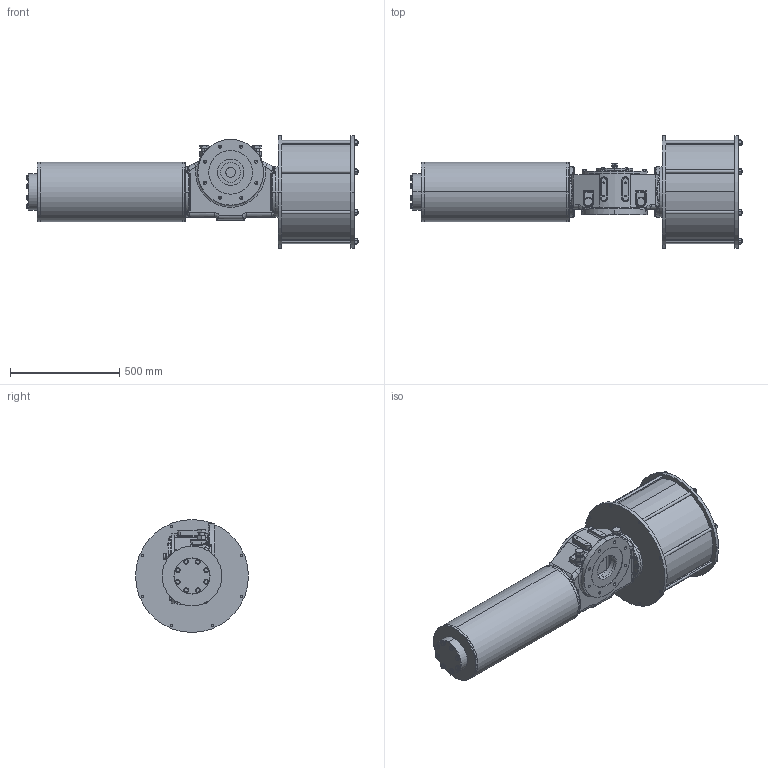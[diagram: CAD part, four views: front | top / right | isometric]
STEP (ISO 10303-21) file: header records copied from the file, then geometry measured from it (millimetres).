
FILE_DESCRIPTION (( 'STEP AP214' ), '1' );
FILE_NAME ('SY01F25-450 SR3.STEP', '2015-02-17T14:05:14', ( '' ), ( '' ), 'SwSTEP 2.0', 'SolidWorks 2015', '' );
FILE_SCHEMA (( 'AUTOMOTIVE_DESIGN' ));
Length unit declared in the file: millimetre
Products named in the file (24): SY01F25-01; DIN 934 - M14; Spring washer DIN 128 - A14_Spring washer DIN 128 - A14; SY01F25-450 SR3; 02-516-04; 02-516-03; 02-516-02; 02-516-01; SY01F25-00; ISO 4018 - M10 x 30-WC_ISO 4018 - M10 x 30-WC; ISO 4018 - M6 x 20-WC_ISO 4018 - M6 x 20-WC; Hexagon Nut ISO 4034 - M24 - C; ISO 4017 - M24 x 100-C_ISO 4017 - M24 x 100-C; 03-273-00; ISO 4014 - M12 x 60 x 30-C_ISO 4014 - M12 x 60 x 30-C; SY01F25-06; Spring washer DIN 128 - A12_Spring washer DIN 128 - A12; SY01F25-05; 03-273-02; SY01F25-04; 03-273-01_Predeterminado<Como mecanizada>; SY01F25-03; SY01F25-02; 02-516-00
Assembly tree (82 placements, depth 3):
  SY01F25-450 SR3
    SY01F25-00
      SY01F25-01
      SY01F25-02
      SY01F25-03
      SY01F25-04
      SY01F25-05
      SY01F25-06
      ISO 4017 - M24 x 100-C_ISO 4017 - M24 x 100-C  x2
      Hexagon Nut ISO 4034 - M24 - C  x2
      ISO 4018 - M6 x 20-WC_ISO 4018 - M6 x 20-WC  x4
      ISO 4018 - M10 x 30-WC_ISO 4018 - M10 x 30-WC  x8
    02-516-00
      02-516-01
      02-516-02
      02-516-03  x8
      02-516-04
      Spring washer DIN 128 - A14_Spring washer DIN 128 - A14  x8
      DIN 934 - M14  x8
    ISO 4018 - M10 x 30-WC_ISO 4018 - M10 x 30-WC  x12
    03-273-00
      03-273-01_Predeterminado<Como mecanizada>
      03-273-02
      Spring washer DIN 128 - A12_Spring washer DIN 128 - A12  x8
      ISO 4014 - M12 x 60 x 30-C_ISO 4014 - M12 x 60 x 30-C  x8
Bounding box: 1517.1 x 516 x 516 mm (x, y, z)
Volume: 30596927 mm3; surface area: 4730783.6 mm2
Topology: 83 solids, 83 shells, 2241 faces, 5020 edges, 2941 vertices
Faces by surface type: plane 823, cylinder 679, cone 520, bspline 110, torus 97, sphere 12
Entity records: 40638 total; most frequent: CARTESIAN_POINT 13529, DIRECTION 5292, ORIENTED_EDGE 4856, EDGE_CURVE 2428, AXIS2_PLACEMENT_3D 2216, VERTEX_POINT 1483, EDGE_LOOP 1297, CIRCLE 1194
